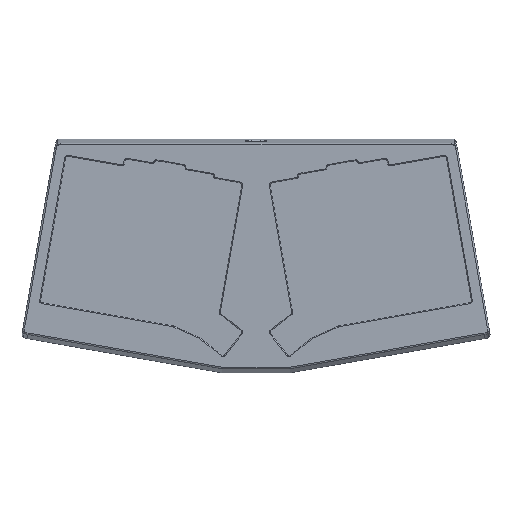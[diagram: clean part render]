
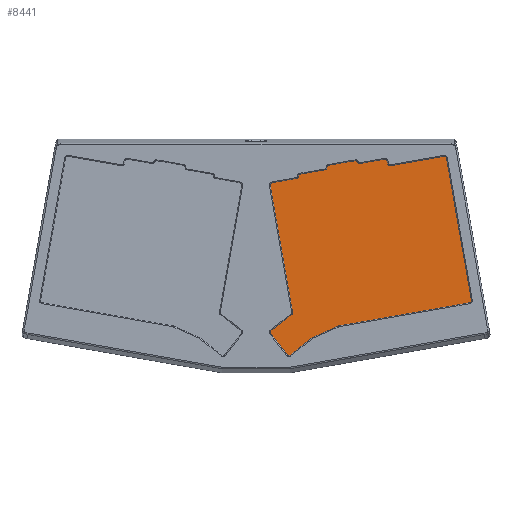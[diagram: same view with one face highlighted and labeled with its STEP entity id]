
A CAD part, top view. The second image highlights one B-rep face of the part: STEP entity #8441.
In plain terms, the highlighted planar face has unit normal (0, 0, 1).
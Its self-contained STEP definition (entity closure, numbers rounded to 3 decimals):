
#376=PLANE('',#9257);
#892=LINE('',#17673,#1501);
#893=LINE('',#17675,#1502);
#894=LINE('',#17677,#1503);
#895=LINE('',#17681,#1504);
#896=LINE('',#17685,#1505);
#897=LINE('',#17689,#1506);
#898=LINE('',#17692,#1507);
#1501=VECTOR('',#11285,10.);
#1502=VECTOR('',#11286,10.);
#1503=VECTOR('',#11287,10.);
#1504=VECTOR('',#11290,10.);
#1505=VECTOR('',#11293,10.);
#1506=VECTOR('',#11296,10.);
#1507=VECTOR('',#11299,10.);
#2229=FACE_OUTER_BOUND('',#2763,.T.);
#2763=EDGE_LOOP('',(#7406,#7407,#7408,#7409,#7410,#7411,#7412,#7413,#7414,
#7415,#7416,#7417));
#3310=CIRCLE('',#9255,1.);
#3311=CIRCLE('',#9258,1.3);
#3312=CIRCLE('',#9259,1.3);
#3313=CIRCLE('',#9260,2.525);
#3314=CIRCLE('',#9261,2.);
#4034=VERTEX_POINT('',#17663);
#4035=VERTEX_POINT('',#17664);
#4038=VERTEX_POINT('',#17672);
#4039=VERTEX_POINT('',#17674);
#4040=VERTEX_POINT('',#17676);
#4041=VERTEX_POINT('',#17678);
#4042=VERTEX_POINT('',#17680);
#4043=VERTEX_POINT('',#17682);
#4044=VERTEX_POINT('',#17684);
#4045=VERTEX_POINT('',#17686);
#4046=VERTEX_POINT('',#17688);
#4047=VERTEX_POINT('',#17690);
#5195=EDGE_CURVE('',#4034,#4035,#3310,.T.);
#5199=EDGE_CURVE('',#4034,#4038,#892,.T.);
#5200=EDGE_CURVE('',#4039,#4038,#893,.T.);
#5201=EDGE_CURVE('',#4040,#4039,#894,.T.);
#5202=EDGE_CURVE('',#4040,#4041,#3311,.T.);
#5203=EDGE_CURVE('',#4042,#4041,#895,.T.);
#5204=EDGE_CURVE('',#4042,#4043,#3312,.T.);
#5205=EDGE_CURVE('',#4044,#4043,#896,.T.);
#5206=EDGE_CURVE('',#4045,#4044,#3313,.F.);
#5207=EDGE_CURVE('',#4045,#4046,#897,.T.);
#5208=EDGE_CURVE('',#4047,#4046,#3314,.T.);
#5209=EDGE_CURVE('',#4047,#4035,#898,.T.);
#7406=ORIENTED_EDGE('',*,*,#5195,.F.);
#7407=ORIENTED_EDGE('',*,*,#5199,.T.);
#7408=ORIENTED_EDGE('',*,*,#5200,.F.);
#7409=ORIENTED_EDGE('',*,*,#5201,.F.);
#7410=ORIENTED_EDGE('',*,*,#5202,.T.);
#7411=ORIENTED_EDGE('',*,*,#5203,.F.);
#7412=ORIENTED_EDGE('',*,*,#5204,.T.);
#7413=ORIENTED_EDGE('',*,*,#5205,.F.);
#7414=ORIENTED_EDGE('',*,*,#5206,.F.);
#7415=ORIENTED_EDGE('',*,*,#5207,.T.);
#7416=ORIENTED_EDGE('',*,*,#5208,.F.);
#7417=ORIENTED_EDGE('',*,*,#5209,.T.);
#8441=ADVANCED_FACE('',(#2229),#376,.T.);
#9255=AXIS2_PLACEMENT_3D('',#17665,#11277,#11278);
#9257=AXIS2_PLACEMENT_3D('',#17671,#11283,#11284);
#9258=AXIS2_PLACEMENT_3D('',#17679,#11288,#11289);
#9259=AXIS2_PLACEMENT_3D('',#17683,#11291,#11292);
#9260=AXIS2_PLACEMENT_3D('',#17687,#11294,#11295);
#9261=AXIS2_PLACEMENT_3D('',#17691,#11297,#11298);
#11277=DIRECTION('center_axis',(0.,0.,-1.));
#11278=DIRECTION('ref_axis',(-0.707,0.707,0.));
#11283=DIRECTION('center_axis',(0.,0.,1.));
#11284=DIRECTION('ref_axis',(1.,0.,0.));
#11285=DIRECTION('',(0.,-1.,0.));
#11286=DIRECTION('',(-1.,0.,0.));
#11287=DIRECTION('',(-0.985,-0.174,0.));
#11288=DIRECTION('center_axis',(0.,0.,1.));
#11289=DIRECTION('ref_axis',(0.819,-0.574,0.));
#11290=DIRECTION('',(0.174,-0.985,0.));
#11291=DIRECTION('center_axis',(0.,0.,1.));
#11292=DIRECTION('ref_axis',(0.643,0.766,0.));
#11293=DIRECTION('',(1.,0.,0.));
#11294=DIRECTION('center_axis',(0.,0.,-1.));
#11295=DIRECTION('ref_axis',(-0.707,-0.707,0.));
#11296=DIRECTION('',(0.,-1.,0.));
#11297=DIRECTION('center_axis',(0.,0.,1.));
#11298=DIRECTION('ref_axis',(0.707,-0.707,0.));
#11299=DIRECTION('',(-1.,0.,0.));
#17663=CARTESIAN_POINT('',(3.,50.898,-7.333));
#17664=CARTESIAN_POINT('',(4.,51.898,-7.333));
#17665=CARTESIAN_POINT('Origin',(4.,50.898,-7.333));
#17671=CARTESIAN_POINT('Origin',(0.,0.,
-7.333));
#17672=CARTESIAN_POINT('',(3.,-64.707,-7.333));
#17673=CARTESIAN_POINT('',(3.,-3.202,-7.333));
#17674=CARTESIAN_POINT('',(21.121,-64.707,-7.333));
#17675=CARTESIAN_POINT('',(10.56,-64.707,-7.333));
#17676=CARTESIAN_POINT('',(140.723,-43.618,-7.333));
#17677=CARTESIAN_POINT('',(76.853,-54.88,-7.333));
#17678=CARTESIAN_POINT('',(141.778,-42.112,-7.333));
#17679=CARTESIAN_POINT('Origin',(140.497,-42.338,-7.333));
#17680=CARTESIAN_POINT('',(123.132,63.633,-7.333));
#17681=CARTESIAN_POINT('',(126.622,43.842,-7.333));
#17682=CARTESIAN_POINT('',(121.852,64.707,-7.333));
#17683=CARTESIAN_POINT('Origin',(121.852,63.407,-7.333));
#17684=CARTESIAN_POINT('',(12.525,64.707,-7.333));
#17685=CARTESIAN_POINT('',(-61.471,64.707,-7.333));
#17686=CARTESIAN_POINT('',(10.,67.232,-7.333));
#17687=CARTESIAN_POINT('Origin',(12.525,67.232,-7.333));
#17688=CARTESIAN_POINT('',(10.,53.898,-7.333));
#17689=CARTESIAN_POINT('',(10.,35.449,-7.333));
#17690=CARTESIAN_POINT('',(8.,51.898,-7.333));
#17691=CARTESIAN_POINT('Origin',(8.,53.898,-7.333));
#17692=CARTESIAN_POINT('',(5.,51.898,-7.333));
